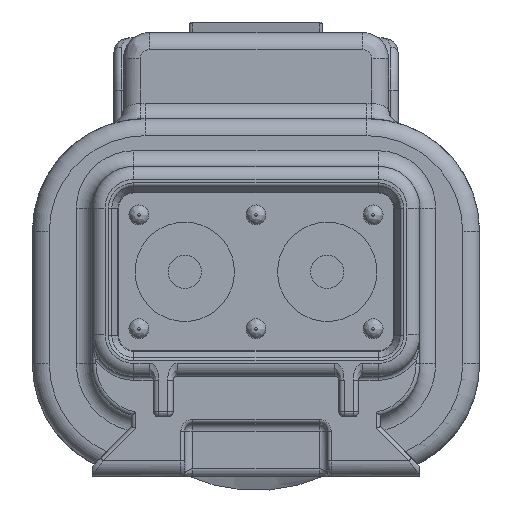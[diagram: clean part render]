
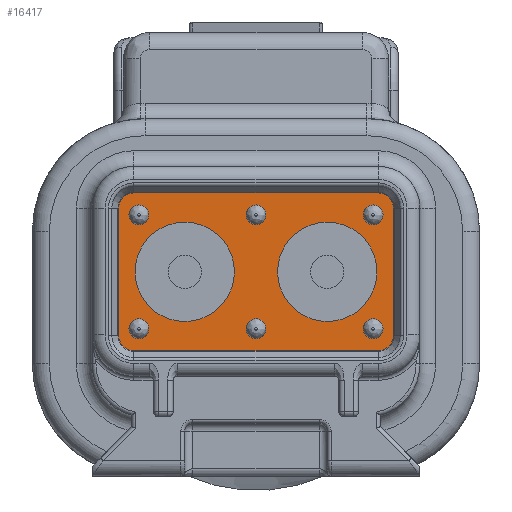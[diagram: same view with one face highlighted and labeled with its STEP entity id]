
A CAD part, front view. The second image highlights one B-rep face of the part: STEP entity #16417.
In plain terms, the highlighted face is planar.
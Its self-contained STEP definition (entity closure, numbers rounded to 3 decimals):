
#1034=CIRCLE('',#17747,0.584);
#1035=CIRCLE('',#17749,0.584);
#1036=CIRCLE('',#17750,0.584);
#1037=CIRCLE('',#17751,0.584);
#1038=CIRCLE('',#17752,0.381);
#1039=CIRCLE('',#17753,0.381);
#1040=CIRCLE('',#17754,0.381);
#1041=CIRCLE('',#17755,0.381);
#1042=CIRCLE('',#17756,0.381);
#1043=CIRCLE('',#17757,0.381);
#1044=CIRCLE('',#17758,1.905);
#1045=CIRCLE('',#17759,1.905);
#1519=FACE_BOUND('',#3173,.T.);
#1520=FACE_BOUND('',#3174,.T.);
#1521=FACE_BOUND('',#3175,.T.);
#1522=FACE_BOUND('',#3176,.T.);
#1523=FACE_BOUND('',#3177,.T.);
#1524=FACE_BOUND('',#3178,.T.);
#1525=FACE_BOUND('',#3179,.T.);
#1526=FACE_BOUND('',#3180,.T.);
#2151=FACE_OUTER_BOUND('',#3172,.T.);
#3172=EDGE_LOOP('',(#13266,#13267,#13268,#13269,#13270,#13271,#13272,#13273));
#3173=EDGE_LOOP('',(#13274));
#3174=EDGE_LOOP('',(#13275));
#3175=EDGE_LOOP('',(#13276));
#3176=EDGE_LOOP('',(#13277));
#3177=EDGE_LOOP('',(#13278));
#3178=EDGE_LOOP('',(#13279));
#3179=EDGE_LOOP('',(#13280));
#3180=EDGE_LOOP('',(#13281));
#4738=LINE('',#34989,#6068);
#4739=LINE('',#34991,#6069);
#4740=LINE('',#34995,#6070);
#4741=LINE('',#34999,#6071);
#6068=VECTOR('',#21169,4.883);
#6069=VECTOR('',#21170,9.373);
#6070=VECTOR('',#21173,4.883);
#6071=VECTOR('',#21176,9.373);
#7473=VERTEX_POINT('',#34982);
#7474=VERTEX_POINT('',#34983);
#7475=VERTEX_POINT('',#34988);
#7476=VERTEX_POINT('',#34990);
#7477=VERTEX_POINT('',#34992);
#7478=VERTEX_POINT('',#34994);
#7479=VERTEX_POINT('',#34996);
#7480=VERTEX_POINT('',#34998);
#7481=VERTEX_POINT('',#35001);
#7482=VERTEX_POINT('',#35003);
#7483=VERTEX_POINT('',#35005);
#7484=VERTEX_POINT('',#35007);
#7485=VERTEX_POINT('',#35009);
#7486=VERTEX_POINT('',#35011);
#7487=VERTEX_POINT('',#35013);
#7488=VERTEX_POINT('',#35015);
#9507=EDGE_CURVE('',#7473,#7474,#1034,.T.);
#9510=EDGE_CURVE('',#7475,#7473,#4738,.T.);
#9511=EDGE_CURVE('',#7474,#7476,#4739,.T.);
#9512=EDGE_CURVE('',#7476,#7477,#1035,.T.);
#9513=EDGE_CURVE('',#7477,#7478,#4740,.T.);
#9514=EDGE_CURVE('',#7478,#7479,#1036,.T.);
#9515=EDGE_CURVE('',#7479,#7480,#4741,.T.);
#9516=EDGE_CURVE('',#7480,#7475,#1037,.T.);
#9517=EDGE_CURVE('',#7481,#7481,#1038,.T.);
#9518=EDGE_CURVE('',#7482,#7482,#1039,.T.);
#9519=EDGE_CURVE('',#7483,#7483,#1040,.T.);
#9520=EDGE_CURVE('',#7484,#7484,#1041,.T.);
#9521=EDGE_CURVE('',#7485,#7485,#1042,.T.);
#9522=EDGE_CURVE('',#7486,#7486,#1043,.T.);
#9523=EDGE_CURVE('',#7487,#7487,#1044,.T.);
#9524=EDGE_CURVE('',#7488,#7488,#1045,.T.);
#13266=ORIENTED_EDGE('',*,*,#9510,.T.);
#13267=ORIENTED_EDGE('',*,*,#9507,.T.);
#13268=ORIENTED_EDGE('',*,*,#9511,.T.);
#13269=ORIENTED_EDGE('',*,*,#9512,.T.);
#13270=ORIENTED_EDGE('',*,*,#9513,.T.);
#13271=ORIENTED_EDGE('',*,*,#9514,.T.);
#13272=ORIENTED_EDGE('',*,*,#9515,.T.);
#13273=ORIENTED_EDGE('',*,*,#9516,.T.);
#13274=ORIENTED_EDGE('',*,*,#9517,.F.);
#13275=ORIENTED_EDGE('',*,*,#9518,.F.);
#13276=ORIENTED_EDGE('',*,*,#9519,.F.);
#13277=ORIENTED_EDGE('',*,*,#9520,.F.);
#13278=ORIENTED_EDGE('',*,*,#9521,.F.);
#13279=ORIENTED_EDGE('',*,*,#9522,.F.);
#13280=ORIENTED_EDGE('',*,*,#9523,.T.);
#13281=ORIENTED_EDGE('',*,*,#9524,.F.);
#15730=PLANE('',#17748);
#16417=ADVANCED_FACE('',(#2151,#1519,#1520,#1521,#1522,#1523,#1524,#1525,
#1526),#15730,.T.);
#17747=AXIS2_PLACEMENT_3D('',#34984,#21163,#21164);
#17748=AXIS2_PLACEMENT_3D('',#34987,#21167,#21168);
#17749=AXIS2_PLACEMENT_3D('',#34993,#21171,#21172);
#17750=AXIS2_PLACEMENT_3D('',#34997,#21174,#21175);
#17751=AXIS2_PLACEMENT_3D('',#35000,#21177,#21178);
#17752=AXIS2_PLACEMENT_3D('',#35002,#21179,#21180);
#17753=AXIS2_PLACEMENT_3D('',#35004,#21181,#21182);
#17754=AXIS2_PLACEMENT_3D('',#35006,#21183,#21184);
#17755=AXIS2_PLACEMENT_3D('',#35008,#21185,#21186);
#17756=AXIS2_PLACEMENT_3D('',#35010,#21187,#21188);
#17757=AXIS2_PLACEMENT_3D('',#35012,#21189,#21190);
#17758=AXIS2_PLACEMENT_3D('',#35014,#21191,#21192);
#17759=AXIS2_PLACEMENT_3D('',#35016,#21193,#21194);
#21163=DIRECTION('center_axis',(0.,0.,-1.));
#21164=DIRECTION('ref_axis',(1.,0.,0.));
#21167=DIRECTION('center_axis',(0.,0.,-1.));
#21168=DIRECTION('ref_axis',(-1.,0.,0.));
#21169=DIRECTION('',(0.,-1.,0.));
#21170=DIRECTION('',(-1.,0.,0.));
#21171=DIRECTION('center_axis',(0.,0.,-1.));
#21172=DIRECTION('ref_axis',(0.,-1.,0.));
#21173=DIRECTION('',(0.,1.,0.));
#21174=DIRECTION('center_axis',(0.,0.,-1.));
#21175=DIRECTION('ref_axis',(-1.,0.,0.));
#21176=DIRECTION('',(1.,0.,0.));
#21177=DIRECTION('center_axis',(0.,0.,-1.));
#21178=DIRECTION('ref_axis',(0.,1.,0.));
#21179=DIRECTION('center_axis',(0.,0.,-1.));
#21180=DIRECTION('ref_axis',(-1.,0.,0.));
#21181=DIRECTION('center_axis',(0.,0.,-1.));
#21182=DIRECTION('ref_axis',(-1.,0.,0.));
#21183=DIRECTION('center_axis',(0.,0.,-1.));
#21184=DIRECTION('ref_axis',(-1.,0.,0.));
#21185=DIRECTION('center_axis',(0.,0.,-1.));
#21186=DIRECTION('ref_axis',(-1.,0.,0.));
#21187=DIRECTION('center_axis',(0.,0.,-1.));
#21188=DIRECTION('ref_axis',(-1.,0.,0.));
#21189=DIRECTION('center_axis',(0.,0.,-1.));
#21190=DIRECTION('ref_axis',(1.,0.,0.));
#21191=DIRECTION('center_axis',(0.,0.,1.));
#21192=DIRECTION('ref_axis',(0.,1.,0.));
#21193=DIRECTION('center_axis',(0.,0.,-1.));
#21194=DIRECTION('ref_axis',(0.,1.,0.));
#34982=CARTESIAN_POINT('',(5.27,-1.453,-40.875));
#34983=CARTESIAN_POINT('',(4.687,-2.037,-40.875));
#34984=CARTESIAN_POINT('Origin',(4.687,-1.453,-40.875));
#34987=CARTESIAN_POINT('Origin',(0.,0.,-40.875));
#34988=CARTESIAN_POINT('',(5.27,3.43,-40.875));
#34989=CARTESIAN_POINT('',(5.27,3.43,-40.875));
#34990=CARTESIAN_POINT('',(-4.687,-2.037,-40.875));
#34991=CARTESIAN_POINT('',(4.687,-2.037,-40.875));
#34992=CARTESIAN_POINT('',(-5.27,-1.453,-40.875));
#34993=CARTESIAN_POINT('Origin',(-4.687,-1.453,-40.875));
#34994=CARTESIAN_POINT('',(-5.27,3.43,-40.875));
#34995=CARTESIAN_POINT('',(-5.27,-1.453,-40.875));
#34996=CARTESIAN_POINT('',(-4.687,4.014,-40.875));
#34997=CARTESIAN_POINT('Origin',(-4.687,3.43,-40.875));
#34998=CARTESIAN_POINT('',(4.687,4.014,-40.875));
#34999=CARTESIAN_POINT('',(-4.687,4.014,-40.875));
#35000=CARTESIAN_POINT('Origin',(4.687,3.43,-40.875));
#35001=CARTESIAN_POINT('',(-0.381,-1.193,-40.875));
#35002=CARTESIAN_POINT('Origin',(0.,-1.193,-40.875));
#35003=CARTESIAN_POINT('',(-4.871,-1.193,-40.875));
#35004=CARTESIAN_POINT('Origin',(-4.49,-1.193,-40.875));
#35005=CARTESIAN_POINT('',(-4.871,3.17,-40.875));
#35006=CARTESIAN_POINT('Origin',(-4.49,3.17,-40.875));
#35007=CARTESIAN_POINT('',(-0.381,3.17,-40.875));
#35008=CARTESIAN_POINT('Origin',(0.,3.17,-40.875));
#35009=CARTESIAN_POINT('',(4.109,3.17,-40.875));
#35010=CARTESIAN_POINT('Origin',(4.49,3.17,-40.875));
#35011=CARTESIAN_POINT('',(4.109,-1.193,-40.875));
#35012=CARTESIAN_POINT('Origin',(4.49,-1.193,-40.875));
#35013=CARTESIAN_POINT('',(2.731,-0.917,-40.875));
#35014=CARTESIAN_POINT('Origin',(2.731,0.989,-40.875));
#35015=CARTESIAN_POINT('',(-2.731,-0.917,-40.875));
#35016=CARTESIAN_POINT('Origin',(-2.731,0.989,-40.875));
